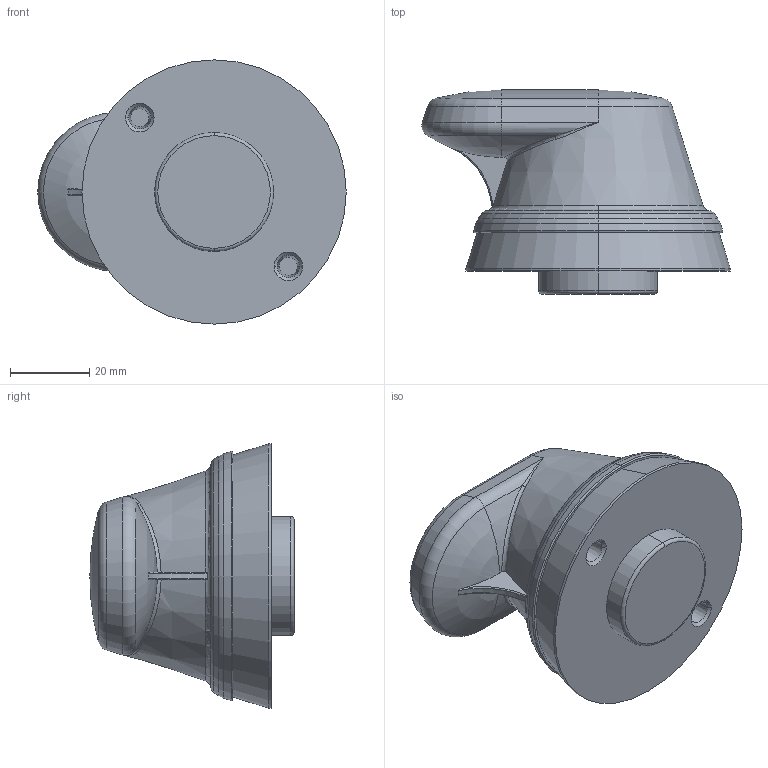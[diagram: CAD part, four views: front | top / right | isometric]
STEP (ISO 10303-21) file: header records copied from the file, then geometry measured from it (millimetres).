
FILE_DESCRIPTION((''),'2;1');
FILE_NAME('OHB45J6-BLOCK_SW0001','2025-01-15T15:36:05',('FIANLEH10'),(''),'CREO PARAMETRIC BY PTC INC, 2022364','CREO PARAMETRIC BY PTC INC, 2022364','');
FILE_SCHEMA(('AUTOMOTIVE_DESIGN { 1 0 10303 214 1 1 1 1 }'));
Length unit declared in the file: millimetre
Products named in the file (1): OHB45J6-BLOCK_SW0001
Bounding box: 77.77 x 51.5 x 66.63 mm (x, y, z)
Volume: 109575.3 mm3; surface area: 15138.2 mm2
Topology: 1 solids, 1 shells, 59 faces, 129 edges, 74 vertices
Faces by surface type: cone 16, torus 13, cylinder 11, plane 9, bspline 6, sphere 3, extrusion 1
Entity records: 3659 total; most frequent: CARTESIAN_POINT 1289, DIRECTION 305, ORIENTED_EDGE 254, COLOUR_RGB 206, AXIS2_PLACEMENT_3D 133, EDGE_CURVE 127, FILL_AREA_STYLE_COLOUR 79, FILL_AREA_STYLE 79
